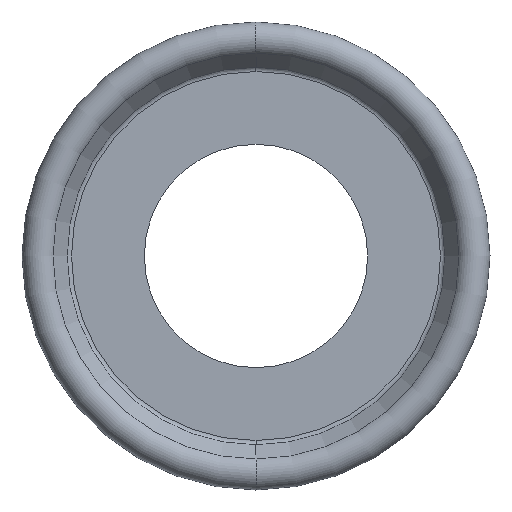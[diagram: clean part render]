
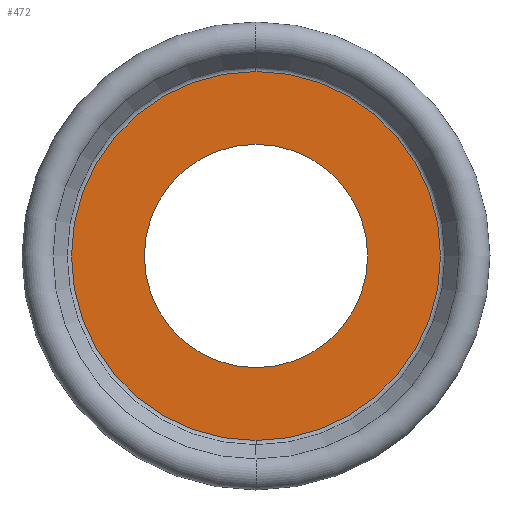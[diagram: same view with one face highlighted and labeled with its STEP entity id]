
A CAD part, left-side view. The second image highlights one B-rep face of the part: STEP entity #472.
In plain terms, the highlighted planar face has unit normal (-1, 0, 0).
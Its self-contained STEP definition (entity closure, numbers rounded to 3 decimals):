
#12 = DIRECTION ( 'NONE',  ( 0., 0., -1. ) ) ;
#13 = ORIENTED_EDGE ( 'NONE', *, *, #289, .T. ) ;
#30 = CARTESIAN_POINT ( 'NONE',  ( -0.9, 0., 8.673 ) ) ;
#64 = DIRECTION ( 'NONE',  ( 0., 0., -1. ) ) ;
#86 = CARTESIAN_POINT ( 'NONE',  ( -0.9, 11.2, 0. ) ) ;
#119 = VERTEX_POINT ( 'NONE', #469 ) ;
#123 = AXIS2_PLACEMENT_3D ( 'NONE', #188, #148, #64 ) ;
#148 = DIRECTION ( 'NONE',  ( -1., 0., 0. ) ) ;
#155 = CARTESIAN_POINT ( 'NONE',  ( -0.9, 0., 0. ) ) ;
#162 = VERTEX_POINT ( 'NONE', #431 ) ;
#163 = EDGE_CURVE ( 'NONE', #265, #347, #501, .T. ) ;
#164 = DIRECTION ( 'NONE',  ( -1., 0., 0. ) ) ;
#169 = DIRECTION ( 'NONE',  ( 0., 0., -1. ) ) ;
#176 = FACE_OUTER_BOUND ( 'NONE', #324, .T. ) ;
#188 = CARTESIAN_POINT ( 'NONE',  ( -0.9, 0., 0. ) ) ;
#206 = DIRECTION ( 'NONE',  ( 0., 0., -1. ) ) ;
#216 = ORIENTED_EDGE ( 'NONE', *, *, #163, .T. ) ;
#260 = CARTESIAN_POINT ( 'NONE',  ( -0.9, 0., 0. ) ) ;
#265 = VERTEX_POINT ( 'NONE', #323 ) ;
#278 = CARTESIAN_POINT ( 'NONE',  ( -0.9, 0., 0. ) ) ;
#279 = DIRECTION ( 'NONE',  ( 0., 0., -1. ) ) ;
#289 = EDGE_CURVE ( 'NONE', #347, #265, #308, .T. ) ;
#301 = CIRCLE ( 'NONE', #325, 5.25 ) ;
#308 = CIRCLE ( 'NONE', #401, 8.673 ) ;
#320 = DIRECTION ( 'NONE',  ( -1., 0., 0. ) ) ;
#323 = CARTESIAN_POINT ( 'NONE',  ( -0.9, 0., -8.673 ) ) ;
#324 = EDGE_LOOP ( 'NONE', ( #216, #13 ) ) ;
#325 = AXIS2_PLACEMENT_3D ( 'NONE', #155, #320, #279 ) ;
#328 = PLANE ( 'NONE',  #402 ) ;
#347 = VERTEX_POINT ( 'NONE', #30 ) ;
#360 = EDGE_CURVE ( 'NONE', #119, #162, #301, .T. ) ;
#401 = AXIS2_PLACEMENT_3D ( 'NONE', #278, #439, #206 ) ;
#402 = AXIS2_PLACEMENT_3D ( 'NONE', #86, #463, #169 ) ;
#413 = FACE_BOUND ( 'NONE', #453, .T. ) ;
#427 = CIRCLE ( 'NONE', #454, 5.25 ) ;
#431 = CARTESIAN_POINT ( 'NONE',  ( -0.9, 0., -5.25 ) ) ;
#439 = DIRECTION ( 'NONE',  ( -1., 0., 0. ) ) ;
#451 = EDGE_CURVE ( 'NONE', #162, #119, #427, .T. ) ;
#453 = EDGE_LOOP ( 'NONE', ( #519, #508 ) ) ;
#454 = AXIS2_PLACEMENT_3D ( 'NONE', #260, #164, #12 ) ;
#463 = DIRECTION ( 'NONE',  ( 1., 0., 0. ) ) ;
#469 = CARTESIAN_POINT ( 'NONE',  ( -0.9, 0., 5.25 ) ) ;
#472 = ADVANCED_FACE ( 'NONE', ( #176, #413 ), #328, .F. ) ;
#501 = CIRCLE ( 'NONE', #123, 8.673 ) ;
#508 = ORIENTED_EDGE ( 'NONE', *, *, #451, .F. ) ;
#519 = ORIENTED_EDGE ( 'NONE', *, *, #360, .F. ) ;
